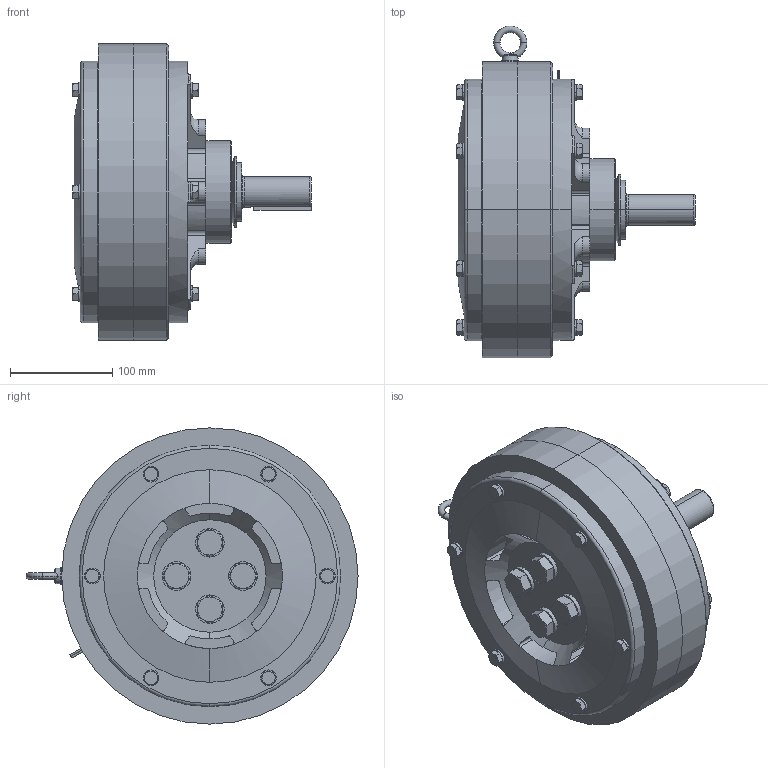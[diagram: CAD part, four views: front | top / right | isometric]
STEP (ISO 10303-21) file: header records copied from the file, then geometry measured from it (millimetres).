
FILE_DESCRIPTION (( 'STEP AP203' ), '1' );
FILE_NAME ('YPP616676.STEP', '2020-12-24T07:38:50', ( '' ), ( '' ), 'SwSTEP 2.0', 'SolidWorks 2016', '' );
FILE_SCHEMA (( 'CONFIG_CONTROL_DESIGN' ));
Length unit declared in the file: millimetre
Products named in the file (1): YPP616676
Bounding box: 233.3 x 324.9 x 290 mm (x, y, z)
Volume: 6794614 mm3; surface area: 444456.1 mm2
Topology: 19 solids, 19 shells, 722 faces, 1833 edges, 1170 vertices
Faces by surface type: cylinder 311, plane 271, cone 110, torus 29, bspline 1
Entity records: 23437 total; most frequent: CARTESIAN_POINT 5862, DIRECTION 3769, ORIENTED_EDGE 3618, EDGE_CURVE 1809, AXIS2_PLACEMENT_3D 1491, VERTEX_POINT 1170, LINE 787, VECTOR 787
